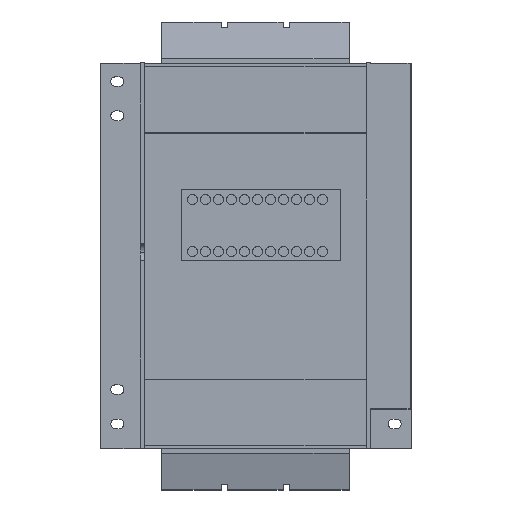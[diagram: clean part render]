
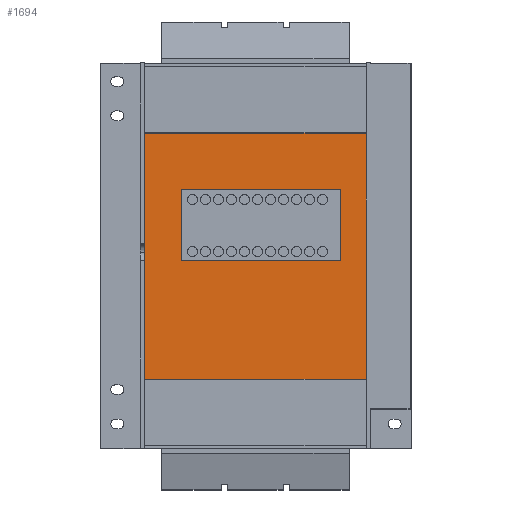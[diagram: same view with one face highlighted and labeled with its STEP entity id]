
A CAD part, top view. The second image highlights one B-rep face of the part: STEP entity #1694.
In plain terms, the highlighted planar face has unit normal (0, 0, 1).
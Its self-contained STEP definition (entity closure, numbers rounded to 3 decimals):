
#1622 = EDGE_CURVE ( 'NONE', #1650, #1648, #4779, .T. ) ;
#1625 = ORIENTED_EDGE ( 'NONE', *, *, #1626, .F. ) ;
#1626 = EDGE_CURVE ( 'NONE', #1627, #1642, #4765, .T. ) ;
#1627 = VERTEX_POINT ( 'NONE', #4761 ) ;
#1634 = EDGE_CURVE ( 'NONE', #1656, #1635, #4817, .T. ) ;
#1635 = VERTEX_POINT ( 'NONE', #4813 ) ;
#1636 = ORIENTED_EDGE ( 'NONE', *, *, #1704, .T. ) ;
#1640 = EDGE_CURVE ( 'NONE', #1653, #1651, #4804, .T. ) ;
#1641 = ORIENTED_EDGE ( 'NONE', *, *, #1696, .F. ) ;
#1642 = VERTEX_POINT ( 'NONE', #4800 ) ;
#1644 = EDGE_CURVE ( 'NONE', #1707, #1645, #4798, .T. ) ;
#1645 = VERTEX_POINT ( 'NONE', #4794 ) ;
#1647 = EDGE_CURVE ( 'NONE', #1648, #1627, #4792, .T. ) ;
#1648 = VERTEX_POINT ( 'NONE', #4788 ) ;
#1649 = ORIENTED_EDGE ( 'NONE', *, *, #1622, .F. ) ;
#1650 = VERTEX_POINT ( 'NONE', #4787 ) ;
#1651 = VERTEX_POINT ( 'NONE', #4786 ) ;
#1652 = ORIENTED_EDGE ( 'NONE', *, *, #1640, .F. ) ;
#1653 = VERTEX_POINT ( 'NONE', #4785 ) ;
#1654 = ORIENTED_EDGE ( 'NONE', *, *, #1655, .F. ) ;
#1655 = EDGE_CURVE ( 'NONE', #1656, #1650, #4784, .T. ) ;
#1656 = VERTEX_POINT ( 'NONE', #4845 ) ;
#1657 = ORIENTED_EDGE ( 'NONE', *, *, #1634, .T. ) ;
#1660 = ORIENTED_EDGE ( 'NONE', *, *, #1647, .F. ) ;
#1672 = EDGE_CURVE ( 'NONE', #1683, #1679, #4823, .T. ) ;
#1673 = ORIENTED_EDGE ( 'NONE', *, *, #1672, .F. ) ;
#1679 = VERTEX_POINT ( 'NONE', #4879 ) ;
#1683 = VERTEX_POINT ( 'NONE', #4874 ) ;
#1694 = ADVANCED_FACE ( 'PLANAR_6', ( #4855, #4854 ), #4853, .F. ) ;
#1696 = EDGE_CURVE ( 'NONE', #1642, #1653, #4907, .T. ) ;
#1699 = EDGE_LOOP ( 'NONE', ( #1652, #1641, #1625, #1660, #1649, #1654, #1657, #1636 ) ) ;
#1704 = EDGE_CURVE ( 'NONE', #1635, #1651, #4894, .T. ) ;
#1705 = EDGE_LOOP ( 'NONE', ( #1706, #1750, #1673, #1732 ) ) ;
#1706 = ORIENTED_EDGE ( 'NONE', *, *, #1644, .F. ) ;
#1707 = VERTEX_POINT ( 'NONE', #4890 ) ;
#1732 = ORIENTED_EDGE ( 'NONE', *, *, #1741, .F. ) ;
#1741 = EDGE_CURVE ( 'NONE', #1645, #1683, #4964, .T. ) ;
#1745 = EDGE_CURVE ( 'NONE', #1679, #1707, #5008, .T. ) ;
#1750 = ORIENTED_EDGE ( 'NONE', *, *, #1745, .F. ) ;
#4761 = CARTESIAN_POINT ( 'NONE',  ( -81., 46.084, 56.25 ) ) ;
#4762 = DIRECTION ( 'NONE',  ( 0., 1., 0. ) ) ;
#4763 = VECTOR ( 'NONE', #4762, 1000. ) ;
#4764 = CARTESIAN_POINT ( 'NONE',  ( -81., -90.2, 56.25 ) ) ;
#4765 = LINE ( 'NONE', #4764, #4763 ) ;
#4776 = DIRECTION ( 'NONE',  ( 0., 1., 0. ) ) ;
#4777 = VECTOR ( 'NONE', #4776, 1000. ) ;
#4778 = CARTESIAN_POINT ( 'NONE',  ( -81., -90.2, 56.25 ) ) ;
#4779 = LINE ( 'NONE', #4778, #4777 ) ;
#4784 = LINE ( 'NONE', #4848, #4847 ) ;
#4785 = CARTESIAN_POINT ( 'NONE',  ( -81., 89.8, 56.25 ) ) ;
#4786 = CARTESIAN_POINT ( 'NONE',  ( 81., 89.8, 56.25 ) ) ;
#4787 = CARTESIAN_POINT ( 'NONE',  ( -81., -53.975, 56.25 ) ) ;
#4788 = CARTESIAN_POINT ( 'NONE',  ( -81., -33.975, 56.25 ) ) ;
#4789 = DIRECTION ( 'NONE',  ( 0., 1., 0. ) ) ;
#4790 = VECTOR ( 'NONE', #4789, 1000. ) ;
#4791 = CARTESIAN_POINT ( 'NONE',  ( -81., -90.2, 56.25 ) ) ;
#4792 = LINE ( 'NONE', #4791, #4790 ) ;
#4794 = CARTESIAN_POINT ( 'NONE',  ( -54.267, 48.453, 56.25 ) ) ;
#4795 = DIRECTION ( 'NONE',  ( -1., 0., 0. ) ) ;
#4796 = VECTOR ( 'NONE', #4795, 1000. ) ;
#4797 = CARTESIAN_POINT ( 'NONE',  ( 62.483, 48.453, 56.25 ) ) ;
#4798 = LINE ( 'NONE', #4797, #4796 ) ;
#4800 = CARTESIAN_POINT ( 'NONE',  ( -81., 66.084, 56.25 ) ) ;
#4801 = DIRECTION ( 'NONE',  ( 1., 0., 0. ) ) ;
#4802 = VECTOR ( 'NONE', #4801, 1000. ) ;
#4803 = CARTESIAN_POINT ( 'NONE',  ( -81., 89.8, 56.25 ) ) ;
#4804 = LINE ( 'NONE', #4803, #4802 ) ;
#4813 = CARTESIAN_POINT ( 'NONE',  ( 81., -90.2, 56.25 ) ) ;
#4814 = DIRECTION ( 'NONE',  ( 1., 0., 0. ) ) ;
#4815 = VECTOR ( 'NONE', #4814, 1000. ) ;
#4816 = CARTESIAN_POINT ( 'NONE',  ( -81., -90.2, 56.25 ) ) ;
#4817 = LINE ( 'NONE', #4816, #4815 ) ;
#4820 = DIRECTION ( 'NONE',  ( 1., 0., 0. ) ) ;
#4821 = VECTOR ( 'NONE', #4820, 1000. ) ;
#4822 = CARTESIAN_POINT ( 'NONE',  ( -54.267, -3.547, 56.25 ) ) ;
#4823 = LINE ( 'NONE', #4822, #4821 ) ;
#4845 = CARTESIAN_POINT ( 'NONE',  ( -81., -90.2, 56.25 ) ) ;
#4846 = DIRECTION ( 'NONE',  ( 0., 1., 0. ) ) ;
#4847 = VECTOR ( 'NONE', #4846, 1000. ) ;
#4848 = CARTESIAN_POINT ( 'NONE',  ( -81., -90.2, 56.25 ) ) ;
#4849 = DIRECTION ( 'NONE',  ( 0., 0., -1. ) ) ;
#4850 = CARTESIAN_POINT ( 'NONE',  ( -81., -90.2, 56.25 ) ) ;
#4851 = AXIS2_PLACEMENT_3D ( 'NONE', #4850, #4849, #4911 ) ;
#4853 = PLANE ( 'NONE',  #4851 ) ;
#4854 = FACE_BOUND ( 'NONE', #1705, .T. ) ;
#4855 = FACE_OUTER_BOUND ( 'NONE', #1699, .T. ) ;
#4874 = CARTESIAN_POINT ( 'NONE',  ( -54.267, -3.547, 56.25 ) ) ;
#4879 = CARTESIAN_POINT ( 'NONE',  ( 62.483, -3.547, 56.25 ) ) ;
#4890 = CARTESIAN_POINT ( 'NONE',  ( 62.483, 48.453, 56.25 ) ) ;
#4891 = DIRECTION ( 'NONE',  ( 0., 1., 0. ) ) ;
#4892 = VECTOR ( 'NONE', #4891, 1000. ) ;
#4893 = CARTESIAN_POINT ( 'NONE',  ( 81., -90.2, 56.25 ) ) ;
#4894 = LINE ( 'NONE', #4893, #4892 ) ;
#4904 = DIRECTION ( 'NONE',  ( 0., 1., 0. ) ) ;
#4905 = VECTOR ( 'NONE', #4904, 1000. ) ;
#4906 = CARTESIAN_POINT ( 'NONE',  ( -81., -90.2, 56.25 ) ) ;
#4907 = LINE ( 'NONE', #4906, #4905 ) ;
#4911 = DIRECTION ( 'NONE',  ( -1., 0., 0. ) ) ;
#4961 = DIRECTION ( 'NONE',  ( 0., -1., 0. ) ) ;
#4962 = VECTOR ( 'NONE', #4961, 1000. ) ;
#4963 = CARTESIAN_POINT ( 'NONE',  ( -54.267, 48.453, 56.25 ) ) ;
#4964 = LINE ( 'NONE', #4963, #4962 ) ;
#5005 = DIRECTION ( 'NONE',  ( 0., 1., 0. ) ) ;
#5006 = VECTOR ( 'NONE', #5005, 1000. ) ;
#5007 = CARTESIAN_POINT ( 'NONE',  ( 62.483, -3.547, 56.25 ) ) ;
#5008 = LINE ( 'NONE', #5007, #5006 ) ;
